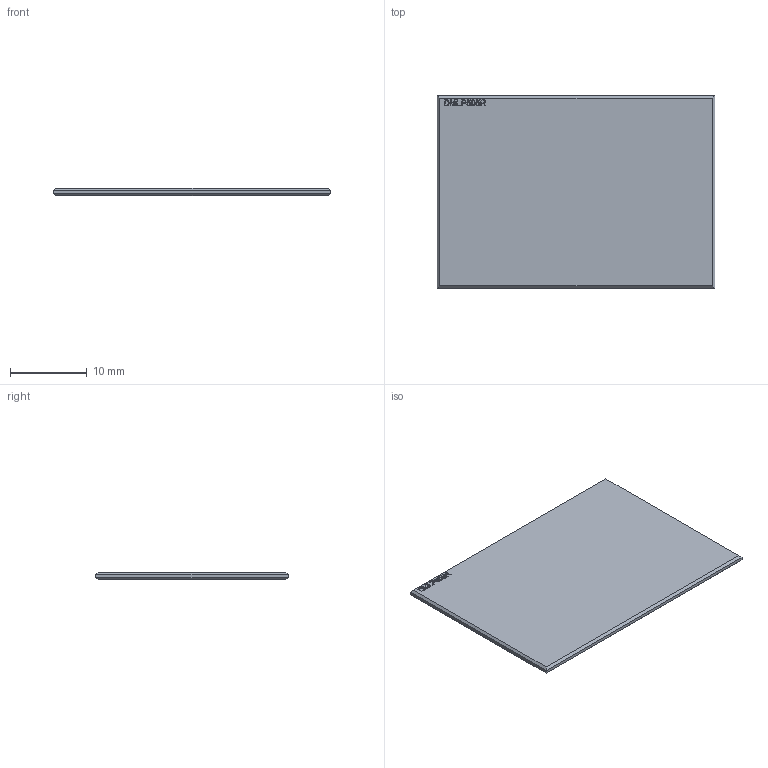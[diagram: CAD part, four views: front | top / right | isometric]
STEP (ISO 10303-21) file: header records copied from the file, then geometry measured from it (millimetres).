
FILE_DESCRIPTION (( 'STEP AP203' ), '1' );
FILE_NAME ('21096-E0W.STEP', '2019-05-17T17:08:16', ( '' ), ( '' ), 'SwSTEP 2.0', 'SolidWorks 2018', '' );
FILE_SCHEMA (( 'CONFIG_CONTROL_DESIGN' ));
Length unit declared in the file: centimetre
Products named in the file (1): 21096-E0W
Bounding box: 36 x 25 x 1 mm (x, y, z)
Volume: 889.1 mm3; surface area: 1879.1 mm2
Topology: 1 solids, 1 shells, 136 faces, 358 edges, 236 vertices
Faces by surface type: plane 84, bspline 52
Entity records: 6799 total; most frequent: CARTESIAN_POINT 3719, ORIENTED_EDGE 716, DIRECTION 424, EDGE_CURVE 358, LINE 254, VECTOR 254, VERTEX_POINT 236, EDGE_LOOP 148
